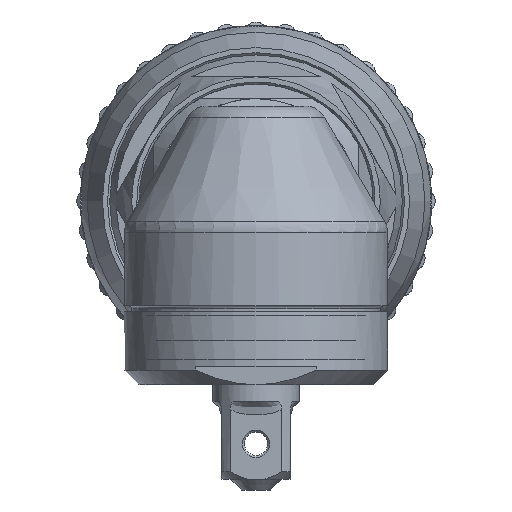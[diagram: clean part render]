
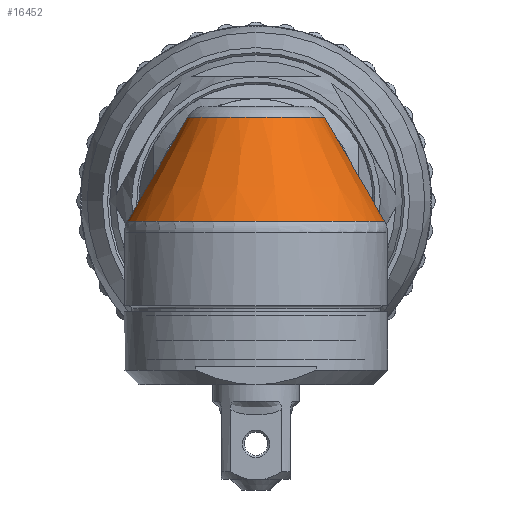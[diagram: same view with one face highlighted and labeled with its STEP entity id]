
A CAD part, front view. The second image highlights one B-rep face of the part: STEP entity #16452.
In plain terms, the highlighted conical face has half-angle 30 degrees and reference radius 13.25 mm.
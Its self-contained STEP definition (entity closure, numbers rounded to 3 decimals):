
#1109=LINE('',#30192,#1971);
#1110=LINE('',#30197,#1972);
#1971=VECTOR('',#23226,10.);
#1972=VECTOR('',#23231,10.);
#2054=CONICAL_SURFACE('',#18485,13.25,30.);
#2200=B_SPLINE_CURVE_WITH_KNOTS('',3,(#30262,#30263,#30264,#30265,#30266,
#30267,#30268,#30269,#30270,#30271),.UNSPECIFIED.,.F.,.F.,(4,2,2,2,4),(-0.706,
-0.445,-0.222,-0.111,0.),
 .UNSPECIFIED.);
#2201=B_SPLINE_CURVE_WITH_KNOTS('',3,(#30273,#30274,#30275,#30276,#30277,
#30278,#30279,#30280,#30281,#30282,#30283,#30284,#30285,#30286),
 .UNSPECIFIED.,.F.,.F.,(4,2,2,2,2,2,4),(3.405,3.504,
3.603,3.8,4.194,4.589,4.852),
 .UNSPECIFIED.);
#2204=B_SPLINE_CURVE_WITH_KNOTS('',3,(#30302,#30303,#30304,#30305,#30306,
#30307,#30308,#30309,#30310,#30311,#30312,#30313,#30314,#30315),
 .UNSPECIFIED.,.F.,.F.,(4,2,2,2,2,2,4),(1.958,2.222,
2.616,3.011,3.208,3.307,3.405),
 .UNSPECIFIED.);
#2205=B_SPLINE_CURVE_WITH_KNOTS('',3,(#30317,#30318,#30319,#30320,#30321,
#30322,#30323,#30324,#30325,#30326),.UNSPECIFIED.,.F.,.F.,(4,2,2,2,4),(3.174,
3.285,3.396,3.619,3.88),
 .UNSPECIFIED.);
#3699=FACE_OUTER_BOUND('',#4938,.T.);
#4938=EDGE_LOOP('',(#13710,#13711,#13712,#13713,#13714,#13715,#13716,#13717));
#5980=CIRCLE('',#18484,9.366);
#5981=CIRCLE('',#18486,17.598);
#7385=VERTEX_POINT('',#30190);
#7386=VERTEX_POINT('',#30191);
#7387=VERTEX_POINT('',#30195);
#7388=VERTEX_POINT('',#30196);
#7400=VERTEX_POINT('',#30245);
#7401=VERTEX_POINT('',#30272);
#7402=VERTEX_POINT('',#30295);
#7403=VERTEX_POINT('',#30316);
#9504=EDGE_CURVE('',#7385,#7386,#1109,.T.);
#9506=EDGE_CURVE('',#7387,#7388,#1110,.T.);
#9520=EDGE_CURVE('',#7400,#7387,#2200,.T.);
#9521=EDGE_CURVE('',#7388,#7401,#2201,.T.);
#9524=EDGE_CURVE('',#7402,#7385,#2204,.T.);
#9525=EDGE_CURVE('',#7386,#7403,#2205,.T.);
#9561=EDGE_CURVE('',#7403,#7400,#5980,.T.);
#9562=EDGE_CURVE('',#7401,#7402,#5981,.T.);
#13710=ORIENTED_EDGE('',*,*,#9562,.F.);
#13711=ORIENTED_EDGE('',*,*,#9521,.F.);
#13712=ORIENTED_EDGE('',*,*,#9506,.F.);
#13713=ORIENTED_EDGE('',*,*,#9520,.F.);
#13714=ORIENTED_EDGE('',*,*,#9561,.F.);
#13715=ORIENTED_EDGE('',*,*,#9525,.F.);
#13716=ORIENTED_EDGE('',*,*,#9504,.F.);
#13717=ORIENTED_EDGE('',*,*,#9524,.F.);
#16452=ADVANCED_FACE('',(#3699),#2054,.T.);
#18484=AXIS2_PLACEMENT_3D('',#30422,#23333,#23334);
#18485=AXIS2_PLACEMENT_3D('',#30423,#23335,#23336);
#18486=AXIS2_PLACEMENT_3D('',#30424,#23337,#23338);
#23226=DIRECTION('',(0.5,0.,0.866));
#23231=DIRECTION('',(0.5,0.,-0.866));
#23333=DIRECTION('center_axis',(0.,0.,
1.));
#23334=DIRECTION('ref_axis',(0.,-1.,0.));
#23335=DIRECTION('center_axis',(0.,0.,
-1.));
#23336=DIRECTION('ref_axis',(0.,-1.,0.));
#23337=DIRECTION('center_axis',(0.,0.,
-1.));
#23338=DIRECTION('ref_axis',(0.,-1.,0.));
#30190=CARTESIAN_POINT('',(-12.987,0.,5.228));
#30191=CARTESIAN_POINT('',(-11.021,0.,8.634));
#30192=CARTESIAN_POINT('',(-13.25,0.,4.773));
#30195=CARTESIAN_POINT('',(11.021,0.,8.634));
#30196=CARTESIAN_POINT('',(12.987,0.,5.228));
#30197=CARTESIAN_POINT('',(13.25,0.,4.773));
#30245=CARTESIAN_POINT('',(7.984,4.896,11.5));
#30262=CARTESIAN_POINT('Ctrl Pts',(7.984,4.896,11.5));
#30263=CARTESIAN_POINT('Ctrl Pts',(8.581,4.381,11.086));
#30264=CARTESIAN_POINT('Ctrl Pts',(9.118,3.819,10.642));
#30265=CARTESIAN_POINT('Ctrl Pts',(9.962,2.752,9.851));
#30266=CARTESIAN_POINT('Ctrl Pts',(10.287,2.262,9.505));
#30267=CARTESIAN_POINT('Ctrl Pts',(10.673,1.494,9.063));
#30268=CARTESIAN_POINT('Ctrl Pts',(10.784,1.235,8.929));
#30269=CARTESIAN_POINT('Ctrl Pts',(10.956,0.672,8.717));
#30270=CARTESIAN_POINT('Ctrl Pts',(11.021,0.371,8.634));
#30271=CARTESIAN_POINT('Ctrl Pts',(11.021,0.,
8.634));
#30272=CARTESIAN_POINT('',(13.726,11.014,-2.758));
#30273=CARTESIAN_POINT('Ctrl Pts',(12.987,0.,
5.228));
#30274=CARTESIAN_POINT('Ctrl Pts',(12.987,0.329,5.228));
#30275=CARTESIAN_POINT('Ctrl Pts',(13.015,0.611,5.159));
#30276=CARTESIAN_POINT('Ctrl Pts',(13.087,1.139,4.974));
#30277=CARTESIAN_POINT('Ctrl Pts',(13.132,1.383,4.855));
#30278=CARTESIAN_POINT('Ctrl Pts',(13.274,2.102,4.459));
#30279=CARTESIAN_POINT('Ctrl Pts',(13.377,2.557,4.146));
#30280=CARTESIAN_POINT('Ctrl Pts',(13.665,3.962,3.126));
#30281=CARTESIAN_POINT('Ctrl Pts',(13.826,4.922,2.348));
#30282=CARTESIAN_POINT('Ctrl Pts',(14.006,6.916,0.71));
#30283=CARTESIAN_POINT('Ctrl Pts',(14.026,7.945,-0.155));
#30284=CARTESIAN_POINT('Ctrl Pts',(13.92,9.657,-1.604));
#30285=CARTESIAN_POINT('Ctrl Pts',(13.841,10.342,-2.185));
#30286=CARTESIAN_POINT('Ctrl Pts',(13.726,11.014,-2.758));
#30295=CARTESIAN_POINT('',(-13.726,11.014,-2.758));
#30302=CARTESIAN_POINT('Ctrl Pts',(-13.726,11.014,-2.758));
#30303=CARTESIAN_POINT('Ctrl Pts',(-13.841,10.342,-2.185));
#30304=CARTESIAN_POINT('Ctrl Pts',(-13.92,9.657,-1.604));
#30305=CARTESIAN_POINT('Ctrl Pts',(-14.026,7.945,-0.155));
#30306=CARTESIAN_POINT('Ctrl Pts',(-14.006,6.916,0.71));
#30307=CARTESIAN_POINT('Ctrl Pts',(-13.826,4.922,2.348));
#30308=CARTESIAN_POINT('Ctrl Pts',(-13.665,3.962,3.126));
#30309=CARTESIAN_POINT('Ctrl Pts',(-13.377,2.557,4.146));
#30310=CARTESIAN_POINT('Ctrl Pts',(-13.274,2.102,4.459));
#30311=CARTESIAN_POINT('Ctrl Pts',(-13.132,1.383,4.855));
#30312=CARTESIAN_POINT('Ctrl Pts',(-13.087,1.139,4.974));
#30313=CARTESIAN_POINT('Ctrl Pts',(-13.015,0.611,
5.159));
#30314=CARTESIAN_POINT('Ctrl Pts',(-12.987,0.329,
5.228));
#30315=CARTESIAN_POINT('Ctrl Pts',(-12.987,0.,
5.228));
#30316=CARTESIAN_POINT('',(-7.984,4.896,11.5));
#30317=CARTESIAN_POINT('Ctrl Pts',(-11.021,0.,
8.634));
#30318=CARTESIAN_POINT('Ctrl Pts',(-11.021,0.371,
8.634));
#30319=CARTESIAN_POINT('Ctrl Pts',(-10.956,0.672,8.717));
#30320=CARTESIAN_POINT('Ctrl Pts',(-10.784,1.235,8.929));
#30321=CARTESIAN_POINT('Ctrl Pts',(-10.673,1.494,9.063));
#30322=CARTESIAN_POINT('Ctrl Pts',(-10.287,2.262,9.505));
#30323=CARTESIAN_POINT('Ctrl Pts',(-9.962,2.752,9.851));
#30324=CARTESIAN_POINT('Ctrl Pts',(-9.118,3.819,10.642));
#30325=CARTESIAN_POINT('Ctrl Pts',(-8.581,4.381,11.086));
#30326=CARTESIAN_POINT('Ctrl Pts',(-7.984,4.896,11.5));
#30422=CARTESIAN_POINT('Origin',(0.,0.,
11.5));
#30423=CARTESIAN_POINT('Origin',(0.,0.,
4.773));
#30424=CARTESIAN_POINT('Origin',(0.,0.,
-2.758));
